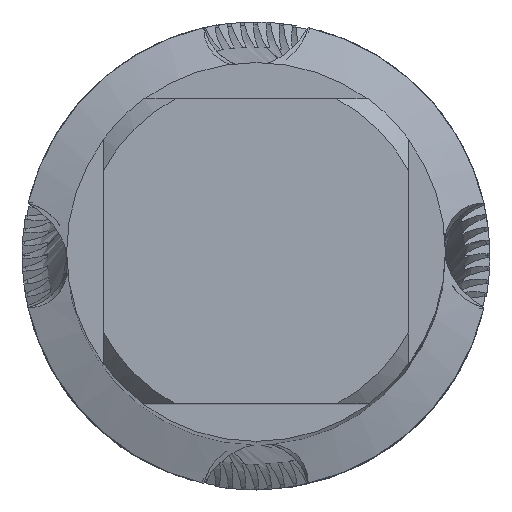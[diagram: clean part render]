
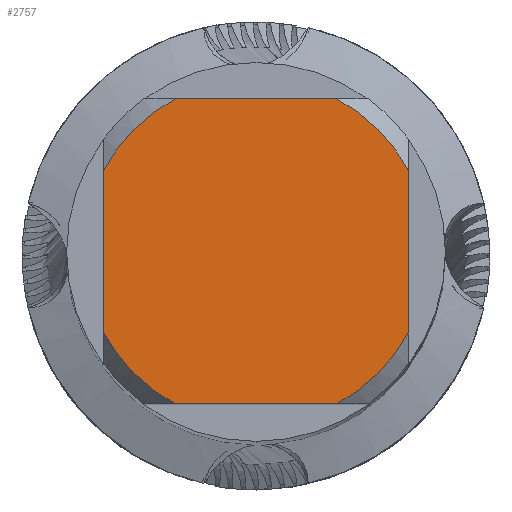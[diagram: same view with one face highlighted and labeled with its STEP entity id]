
A CAD part, top view. The second image highlights one B-rep face of the part: STEP entity #2757.
In plain terms, the highlighted planar face has unit normal (0, 0, 1).
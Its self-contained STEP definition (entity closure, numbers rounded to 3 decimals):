
#1917=VERTEX_POINT('',#5473);
#2433=VERTEX_POINT('',#6036);
#2587=EDGE_CURVE('',#4863,#2433,#6203,.T.);
#2595=EDGE_CURVE('',#4979,#3097,#6212,.T.);
#2757=ADVANCED_FACE('',(#6384),#6385,.T.);
#2875=EDGE_CURVE('',#4979,#5313,#6513,.T.);
#3097=VERTEX_POINT('',#6757);
#3423=EDGE_CURVE('',#4645,#4287,#7114,.T.);
#3981=EDGE_CURVE('',#4645,#3097,#7717,.T.);
#4287=VERTEX_POINT('',#8052);
#4645=VERTEX_POINT('',#8439);
#4673=EDGE_CURVE('',#4863,#4287,#8469,.T.);
#4769=EDGE_CURVE('',#1917,#2433,#8573,.T.);
#4863=VERTEX_POINT('',#8679);
#4979=VERTEX_POINT('',#8805);
#5121=EDGE_CURVE('',#1917,#5313,#8958,.T.);
#5313=VERTEX_POINT('',#9167);
#5473=CARTESIAN_POINT('',(3.831,7.25,0.0));
#6036=CARTESIAN_POINT('',(7.25,3.831,0.0));
#6203=LINE('',#11933,#11934);
#6212=LINE('',#11950,#11951);
#6384=FACE_OUTER_BOUND('',#12430,.T.);
#6385=PLANE('',#12431);
#6513=CIRCLE('',#12910,8.2);
#6757=CARTESIAN_POINT('',(-7.25,-3.831,0.0));
#7114=LINE('',#15293,#15294);
#7717=CIRCLE('',#17265,8.2);
#8052=CARTESIAN_POINT('',(3.831,-7.25,0.0));
#8439=CARTESIAN_POINT('',(-3.831,-7.25,0.0));
#8469=CIRCLE('',#19949,8.2);
#8573=CIRCLE('',#20279,8.2);
#8679=CARTESIAN_POINT('',(7.25,-3.831,0.0));
#8805=CARTESIAN_POINT('',(-7.25,3.831,0.0));
#8958=LINE('',#21419,#21420);
#9167=CARTESIAN_POINT('',(-3.831,7.25,0.0));
#11933=CARTESIAN_POINT('',(7.25,2.05,0.0));
#11934=VECTOR('',#22768,1.0);
#11950=CARTESIAN_POINT('',(-7.25,2.05,0.0));
#11951=VECTOR('',#22778,1.0);
#12430=EDGE_LOOP('',(#22923,#22924,#22925,#22926,#22927,#22928,#22929,#22930));
#12431=AXIS2_PLACEMENT_3D('',#22931,#22932,#22933);
#12910=AXIS2_PLACEMENT_3D('',#23038,#23039,#23040);
#15293=CARTESIAN_POINT('',(0.0,-7.25,0.0));
#15294=VECTOR('',#23681,1.0);
#17265=AXIS2_PLACEMENT_3D('',#24312,#24313,#24314);
#19949=AXIS2_PLACEMENT_3D('',#25110,#25111,#25112);
#20279=AXIS2_PLACEMENT_3D('',#25201,#25202,#25203);
#21419=CARTESIAN_POINT('',(0.0,7.25,0.0));
#21420=VECTOR('',#25692,1.0);
#22768=DIRECTION('',(-0.0,1.0,0.0));
#22778=DIRECTION('',(-0.0,-1.0,0.0));
#22923=ORIENTED_EDGE('',*,*,#2595,.T.);
#22924=ORIENTED_EDGE('',*,*,#3981,.F.);
#22925=ORIENTED_EDGE('',*,*,#3423,.T.);
#22926=ORIENTED_EDGE('',*,*,#4673,.F.);
#22927=ORIENTED_EDGE('',*,*,#2587,.T.);
#22928=ORIENTED_EDGE('',*,*,#4769,.F.);
#22929=ORIENTED_EDGE('',*,*,#5121,.T.);
#22930=ORIENTED_EDGE('',*,*,#2875,.F.);
#22931=CARTESIAN_POINT('',(0.0,4.1,0.0));
#22932=DIRECTION('',(-0.0,0.0,1.0));
#22933=DIRECTION('',(0.0,-1.0,0.0));
#23038=CARTESIAN_POINT('',(0.0,0.0,0.0));
#23039=DIRECTION('',(0.0,0.0,-1.0));
#23040=DIRECTION('',(0.0,1.0,0.0));
#23681=DIRECTION('',(1.0,0.0,0.0));
#24312=CARTESIAN_POINT('',(0.0,0.0,0.0));
#24313=DIRECTION('',(0.0,0.0,-1.0));
#24314=DIRECTION('',(0.0,1.0,0.0));
#25110=CARTESIAN_POINT('',(0.0,0.0,0.0));
#25111=DIRECTION('',(0.0,0.0,-1.0));
#25112=DIRECTION('',(0.0,1.0,0.0));
#25201=CARTESIAN_POINT('',(0.0,0.0,0.0));
#25202=DIRECTION('',(0.0,0.0,-1.0));
#25203=DIRECTION('',(0.0,1.0,0.0));
#25692=DIRECTION('',(-1.0,0.0,0.0));
